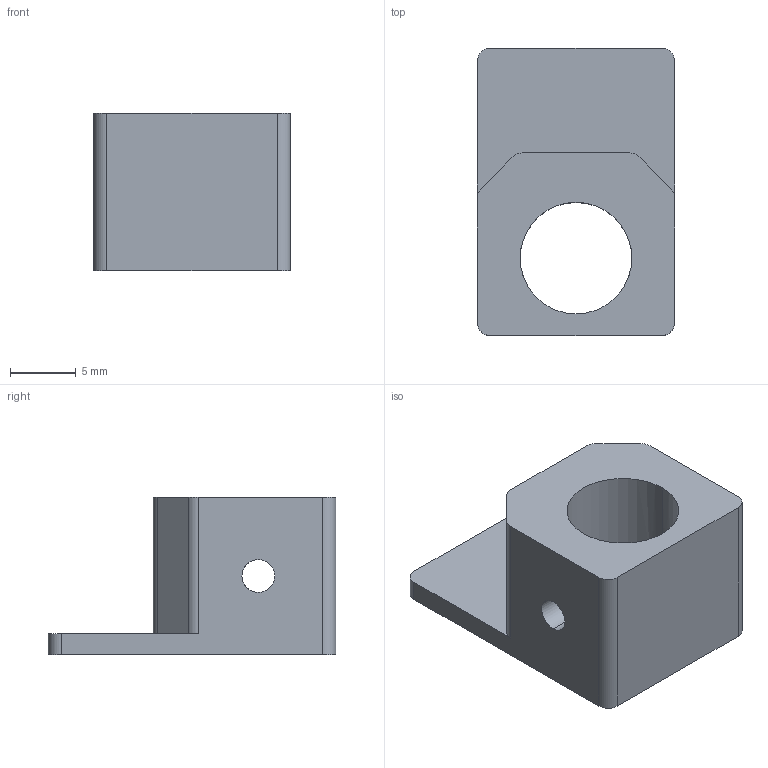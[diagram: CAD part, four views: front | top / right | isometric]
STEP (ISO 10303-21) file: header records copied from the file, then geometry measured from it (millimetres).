
FILE_DESCRIPTION((''),'2;1');
FILE_NAME('Y_END_STOP_FLAG','2023-02-15T17:17:45',('matteo.grassi'),(''),'CREO PARAMETRIC BY PTC INC, 2018020','CREO PARAMETRIC BY PTC INC, 2018020','');
FILE_SCHEMA(('AUTOMOTIVE_DESIGN { 1 0 10303 214 1 1 1 1 }'));
Length unit declared in the file: millimetre
Products named in the file (1): Y_END_STOP_FLAG
Bounding box: 15 x 21.9 x 12 mm (x, y, z)
Volume: 1880.4 mm3; surface area: 1564.2 mm2
Topology: 1 solids, 1 shells, 24 faces, 88 edges, 64 vertices
Faces by surface type: cylinder 14, plane 10
Entity records: 1477 total; most frequent: CARTESIAN_POINT 247, ORIENTED_EDGE 176, DIRECTION 170, COLOUR_RGB 106, PRESENTATION_STYLE_ASSIGNMENT 89, STYLED_ITEM 89, CURVE_STYLE 88, EDGE_CURVE 88
